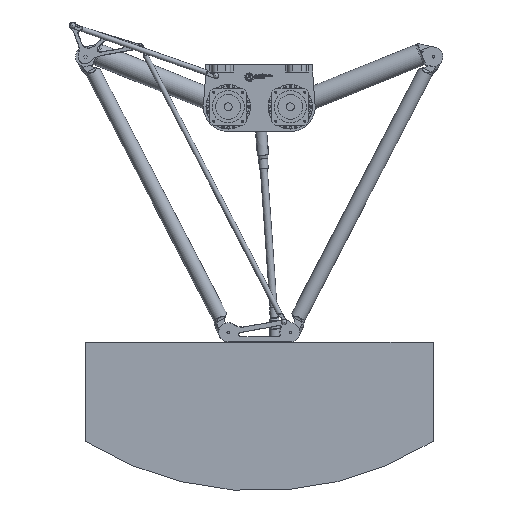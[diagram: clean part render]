
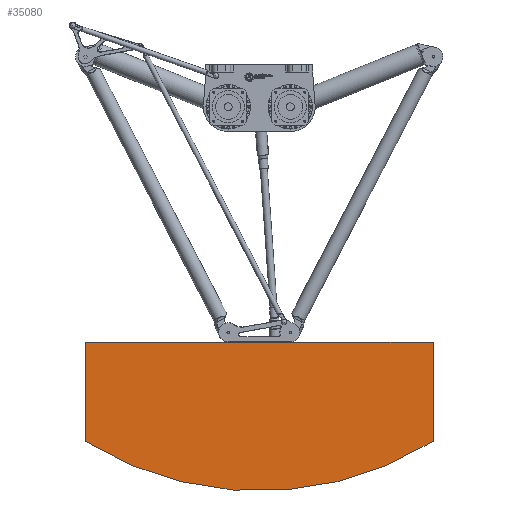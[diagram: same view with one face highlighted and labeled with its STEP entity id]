
A CAD part, left-side view. The second image highlights one B-rep face of the part: STEP entity #35080.
In plain terms, the highlighted face is planar.
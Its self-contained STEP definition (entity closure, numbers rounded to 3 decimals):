
#4302=CIRCLE('',#39315,1325.);
#7049=FACE_OUTER_BOUND('',#9629,.T.);
#9629=EDGE_LOOP('',(#32018,#32019,#32020,#32021));
#12265=LINE('',#64975,#14904);
#12266=LINE('',#64976,#14905);
#12267=LINE('',#64977,#14906);
#14904=VECTOR('',#49855,10.);
#14905=VECTOR('',#49856,10.);
#14906=VECTOR('',#49857,10.);
#17947=VERTEX_POINT('',#64967);
#17948=VERTEX_POINT('',#64969);
#17949=VERTEX_POINT('',#64973);
#17950=VERTEX_POINT('',#64974);
#22638=EDGE_CURVE('',#17947,#17948,#4302,.T.);
#22640=EDGE_CURVE('',#17949,#17950,#12265,.T.);
#22641=EDGE_CURVE('',#17948,#17949,#12266,.T.);
#22642=EDGE_CURVE('',#17950,#17947,#12267,.T.);
#32018=ORIENTED_EDGE('',*,*,#22640,.F.);
#32019=ORIENTED_EDGE('',*,*,#22641,.F.);
#32020=ORIENTED_EDGE('',*,*,#22638,.F.);
#32021=ORIENTED_EDGE('',*,*,#22642,.F.);
#33020=PLANE('',#39316);
#35080=ADVANCED_FACE('',(#7049),#33020,.F.);
#39315=AXIS2_PLACEMENT_3D('',#64970,#49850,#49851);
#39316=AXIS2_PLACEMENT_3D('',#64972,#49853,#49854);
#49850=DIRECTION('center_axis',(0.,0.,1.));
#49851=DIRECTION('ref_axis',(0.528,0.849,0.));
#49853=DIRECTION('center_axis',(0.,0.,1.));
#49854=DIRECTION('ref_axis',(1.,0.,0.));
#49855=DIRECTION('',(1.,0.,0.));
#49856=DIRECTION('',(0.,-1.,0.));
#49857=DIRECTION('',(0.,1.,0.));
#64967=CARTESIAN_POINT('',(700.,200.,-1.));
#64969=CARTESIAN_POINT('',(-700.,200.,-1.));
#64970=CARTESIAN_POINT('Origin',(0.,-925.,-1.));
#64972=CARTESIAN_POINT('Origin',(0.,0.,
-1.));
#64973=CARTESIAN_POINT('',(-700.,-200.,-1.));
#64974=CARTESIAN_POINT('',(700.,-200.,-1.));
#64975=CARTESIAN_POINT('',(700.,-200.,-1.));
#64976=CARTESIAN_POINT('',(-700.,-200.,-1.));
#64977=CARTESIAN_POINT('',(700.,200.,-1.));
